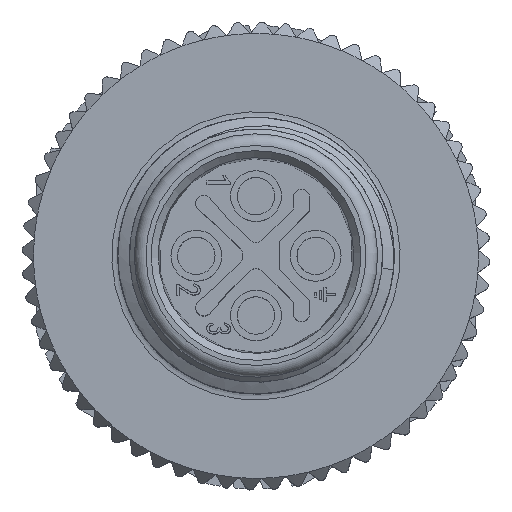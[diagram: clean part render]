
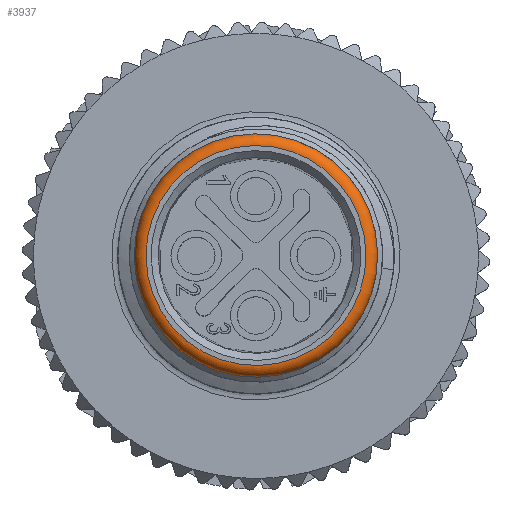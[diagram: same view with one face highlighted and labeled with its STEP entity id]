
A CAD part, top view. The second image highlights one B-rep face of the part: STEP entity #3937.
In plain terms, the highlighted toroidal (fillet/blend) face has major radius 4.7 mm and minor radius 0.5 mm.
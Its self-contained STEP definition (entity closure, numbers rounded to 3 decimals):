
#238=TOROIDAL_SURFACE('',#17197,4.7,0.5);
#2936=FACE_BOUND('',#6112,.T.);
#2937=FACE_BOUND('',#6113,.T.);
#3286=CIRCLE('',#17194,5.2);
#3287=CIRCLE('',#17196,4.7);
#3937=ADVANCED_FACE('',(#2936,#2937),#238,.T.);
#6112=EDGE_LOOP('',(#8381));
#6113=EDGE_LOOP('',(#8382));
#8381=ORIENTED_EDGE('',*,*,#14228,.F.);
#8382=ORIENTED_EDGE('',*,*,#14229,.T.);
#12382=VERTEX_POINT('',#24742);
#12383=VERTEX_POINT('',#24745);
#14228=EDGE_CURVE('',#12382,#12382,#3286,.T.);
#14229=EDGE_CURVE('',#12383,#12383,#3287,.T.);
#17194=AXIS2_PLACEMENT_3D('',#24741,#19751,#19752);
#17196=AXIS2_PLACEMENT_3D('',#24744,#19755,#19756);
#17197=AXIS2_PLACEMENT_3D('',#24746,#19757,#19758);
#19751=DIRECTION('',(0.,0.,-1.));
#19752=DIRECTION('',(-0.633,-0.774,0.));
#19755=DIRECTION('',(0.,0.,-1.));
#19756=DIRECTION('',(-0.633,-0.774,0.));
#19757=DIRECTION('',(0.,0.,1.));
#19758=DIRECTION('',(0.633,0.774,0.));
#24741=CARTESIAN_POINT('',(0.,0.,
58.2));
#24742=CARTESIAN_POINT('',(-3.294,-4.023,58.2));
#24744=CARTESIAN_POINT('',(0.,0.,
58.7));
#24745=CARTESIAN_POINT('',(-2.976,-3.638,58.7));
#24746=CARTESIAN_POINT('',(0.,0.,
58.2));
